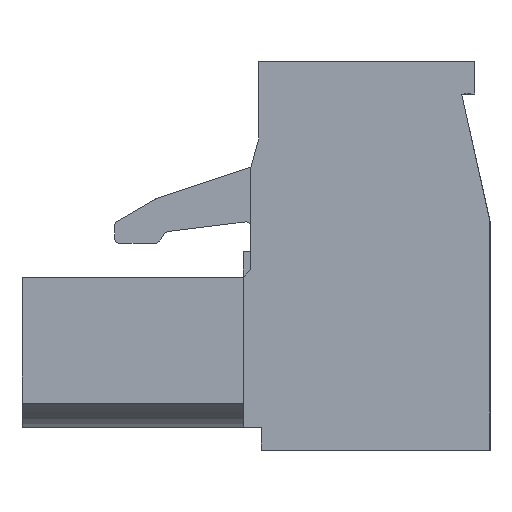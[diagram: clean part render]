
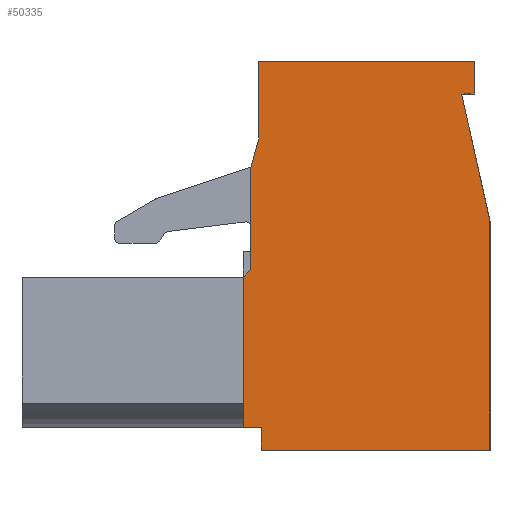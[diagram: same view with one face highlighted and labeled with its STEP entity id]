
A CAD part, left-side view. The second image highlights one B-rep face of the part: STEP entity #50335.
In plain terms, the highlighted planar face has unit normal (-1, 0, 0).
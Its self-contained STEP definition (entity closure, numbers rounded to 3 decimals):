
#8970=ORIENTED_EDGE('',*,*,#19395,.F.);
#8971=ORIENTED_EDGE('',*,*,#17272,.F.);
#8972=ORIENTED_EDGE('',*,*,#18299,.F.);
#8973=ORIENTED_EDGE('',*,*,#16604,.F.);
#8974=ORIENTED_EDGE('',*,*,#18285,.F.);
#8975=ORIENTED_EDGE('',*,*,#17337,.F.);
#8976=ORIENTED_EDGE('',*,*,#16754,.F.);
#8977=ORIENTED_EDGE('',*,*,#18286,.F.);
#8978=ORIENTED_EDGE('',*,*,#16504,.F.);
#8979=ORIENTED_EDGE('',*,*,#18290,.F.);
#8980=ORIENTED_EDGE('',*,*,#18293,.F.);
#8981=ORIENTED_EDGE('',*,*,#15428,.F.);
#8982=ORIENTED_EDGE('',*,*,#18330,.F.);
#15428=EDGE_CURVE('',#22517,#22518,#27193,.T.);
#16504=EDGE_CURVE('',#23454,#23455,#28176,.T.);
#16604=EDGE_CURVE('',#23554,#23555,#28276,.T.);
#16754=EDGE_CURVE('',#23681,#23682,#28425,.T.);
#17272=EDGE_CURVE('',#24174,#24175,#28846,.T.);
#17337=EDGE_CURVE('',#23682,#24231,#28910,.T.);
#18285=EDGE_CURVE('',#24231,#23554,#29765,.T.);
#18286=EDGE_CURVE('',#23455,#23681,#29766,.T.);
#18290=EDGE_CURVE('',#24895,#23454,#29770,.T.);
#18293=EDGE_CURVE('',#22518,#24895,#29773,.T.);
#18299=EDGE_CURVE('',#23555,#24174,#29779,.T.);
#18330=EDGE_CURVE('',#24907,#22517,#29808,.T.);
#19395=EDGE_CURVE('',#24175,#24907,#30731,.T.);
#22517=VERTEX_POINT('',#68492);
#22518=VERTEX_POINT('',#68494);
#23454=VERTEX_POINT('',#70647);
#23455=VERTEX_POINT('',#70649);
#23554=VERTEX_POINT('',#70848);
#23555=VERTEX_POINT('',#70850);
#23681=VERTEX_POINT('',#71126);
#23682=VERTEX_POINT('',#71128);
#24174=VERTEX_POINT('',#72142);
#24175=VERTEX_POINT('',#72144);
#24231=VERTEX_POINT('',#72274);
#24895=VERTEX_POINT('',#74126);
#24907=VERTEX_POINT('',#74204);
#27193=LINE('',#68493,#33669);
#28176=LINE('',#70648,#34652);
#28276=LINE('',#70849,#34752);
#28425=LINE('',#71127,#34901);
#28846=LINE('',#72143,#35322);
#28910=LINE('',#72273,#35386);
#29765=LINE('',#74116,#36241);
#29766=LINE('',#74118,#36242);
#29770=LINE('',#74127,#36246);
#29773=LINE('',#74132,#36249);
#29779=LINE('',#74141,#36255);
#29808=LINE('',#74205,#36284);
#30731=LINE('',#76541,#37207);
#33669=VECTOR('',#55267,1000.);
#34652=VECTOR('',#56720,1000.);
#34752=VECTOR('',#56822,1000.);
#34901=VECTOR('',#56975,1000.);
#35322=VECTOR('',#57600,1000.);
#35386=VECTOR('',#57684,1000.);
#36241=VECTOR('',#59193,1000.);
#36242=VECTOR('',#59196,1000.);
#36246=VECTOR('',#59202,1000.);
#36249=VECTOR('',#59207,1000.);
#36255=VECTOR('',#59217,1000.);
#36284=VECTOR('',#59296,1000.);
#37207=VECTOR('',#62369,1000.);
#41887=EDGE_LOOP('',(#8970,#8971,#8972,#8973,#8974,#8975,#8976,#8977,#8978,
#8979,#8980,#8981,#8982));
#45094=FACE_BOUND('',#41887,.T.);
#47742=PLANE('',#53721);
#50335=ADVANCED_FACE('',(#45094),#47742,.F.);
#53721=AXIS2_PLACEMENT_3D('',#76675,#62531,#62532);
#55267=DIRECTION('',(0.,0.,1.));
#56720=DIRECTION('',(0.,-1.,0.));
#56822=DIRECTION('',(0.,1.,0.));
#56975=DIRECTION('',(0.,1.,0.));
#57600=DIRECTION('',(0.,1.,0.));
#57684=DIRECTION('',(0.,-0.217,-0.976));
#59193=DIRECTION('',(0.,0.,-1.));
#59196=DIRECTION('',(0.,0.,-1.));
#59202=DIRECTION('',(0.,0.,1.));
#59207=DIRECTION('',(0.,-0.263,0.965));
#59217=DIRECTION('',(0.,0.,1.));
#59296=DIRECTION('',(0.,-0.707,0.707));
#62369=DIRECTION('',(0.,0.,1.));
#62531=DIRECTION('',(1.,0.,0.));
#62532=DIRECTION('',(0.,0.,-1.));
#68492=CARTESIAN_POINT('',(-61.06,4.85,2.575));
#68493=CARTESIAN_POINT('',(-61.06,4.85,6.55));
#68494=CARTESIAN_POINT('',(-61.06,4.85,6.55));
#70647=CARTESIAN_POINT('',(-61.06,4.55,10.65));
#70648=CARTESIAN_POINT('',(-61.06,-3.85,10.65));
#70649=CARTESIAN_POINT('',(-61.06,-3.85,10.65));
#70848=CARTESIAN_POINT('',(-61.06,-4.45,-4.45));
#70849=CARTESIAN_POINT('',(-61.06,4.45,-4.45));
#70850=CARTESIAN_POINT('',(-61.06,4.45,-4.45));
#71126=CARTESIAN_POINT('',(-61.06,-3.85,9.4));
#71127=CARTESIAN_POINT('',(-61.06,-3.35,9.4));
#71128=CARTESIAN_POINT('',(-61.06,-3.35,9.4));
#72142=CARTESIAN_POINT('',(-61.06,4.45,-3.575));
#72143=CARTESIAN_POINT('',(-61.06,5.15,-3.575));
#72144=CARTESIAN_POINT('',(-61.06,5.15,-3.575));
#72273=CARTESIAN_POINT('',(-61.06,-3.35,9.4));
#72274=CARTESIAN_POINT('',(-61.06,-4.45,4.45));
#74116=CARTESIAN_POINT('',(-61.06,-4.45,-4.45));
#74118=CARTESIAN_POINT('',(-61.06,-3.85,9.4));
#74126=CARTESIAN_POINT('',(-61.06,4.55,7.65));
#74127=CARTESIAN_POINT('',(-61.06,4.55,10.65));
#74132=CARTESIAN_POINT('',(-61.06,4.55,7.65));
#74141=CARTESIAN_POINT('',(-61.06,4.45,-3.575));
#74204=CARTESIAN_POINT('',(-61.06,5.15,2.275));
#74205=CARTESIAN_POINT('',(-61.06,5.15,2.275));
#76541=CARTESIAN_POINT('',(-61.06,5.15,2.275));
#76675=CARTESIAN_POINT('',(-61.06,0.,0.));
